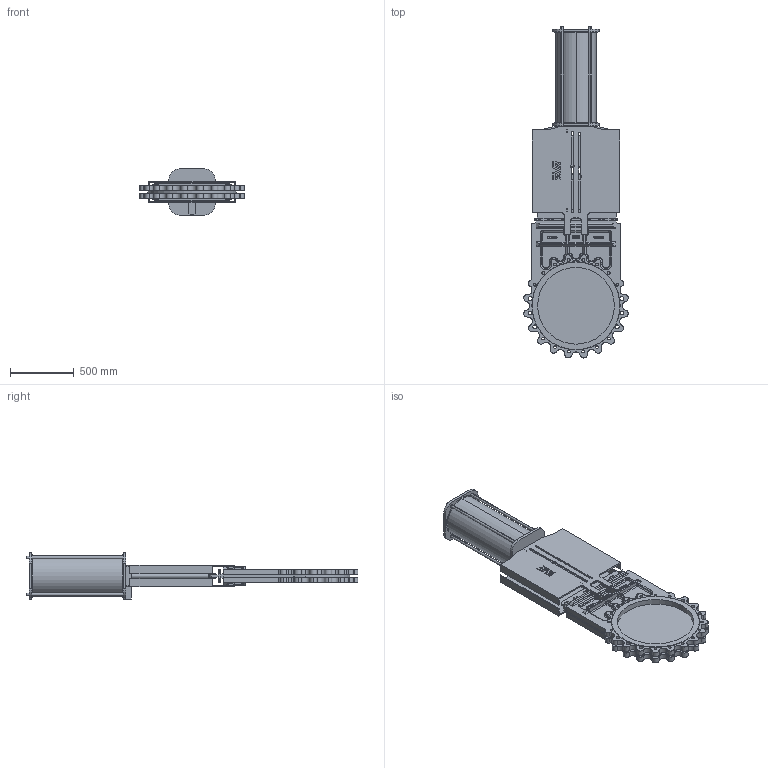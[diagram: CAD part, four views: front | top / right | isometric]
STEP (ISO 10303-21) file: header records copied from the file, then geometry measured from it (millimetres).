
FILE_DESCRIPTION (( 'STEP AP203' ), '1' );
FILE_NAME ('70260040034.STEP', '2017-04-12T07:23:27', ( '' ), ( '' ), 'SwSTEP 2.0', 'SolidWorks 2016', '' );
FILE_SCHEMA (( 'CONFIG_CONTROL_DESIGN' ));
Length unit declared in the file: millimetre
Products named in the file (1): 70260040034
Bounding box: 816.52 x 2596.76 x 360 mm (x, y, z)
Volume: 119834438.7 mm3; surface area: 6154789.4 mm2
Topology: 1 solids, 1 shells, 1845 faces, 4982 edges, 3153 vertices
Faces by surface type: cylinder 830, plane 646, bspline 188, torus 140, sphere 36, cone 5
Entity records: 71088 total; most frequent: CARTESIAN_POINT 24807, ORIENTED_EDGE 9836, DIRECTION 9595, EDGE_CURVE 4918, AXIS2_PLACEMENT_3D 3463, VERTEX_POINT 3153, LINE 2669, VECTOR 2669
